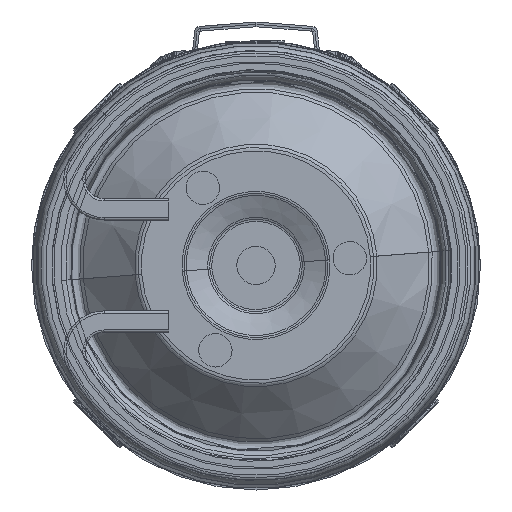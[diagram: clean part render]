
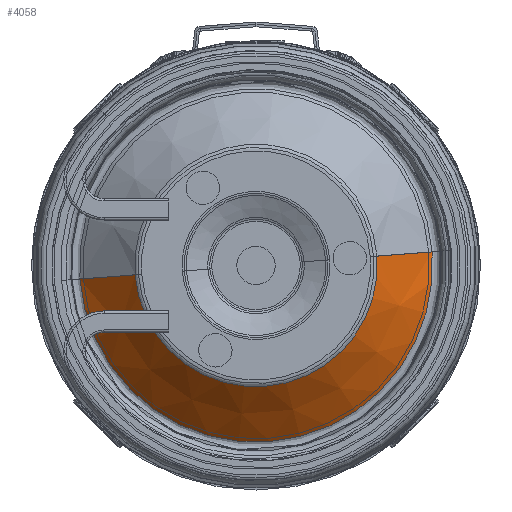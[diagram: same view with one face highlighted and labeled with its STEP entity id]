
A CAD part, front view. The second image highlights one B-rep face of the part: STEP entity #4058.
In plain terms, the highlighted conical face has half-angle 46.546 degrees and reference radius 25.375 mm.
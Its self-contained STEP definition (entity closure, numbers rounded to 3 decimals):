
#372 = ORIENTED_EDGE ( 'NONE', *, *, #39456, .T. ) ;
#1237 = DIRECTION ( 'NONE',  ( 0., 1., 0. ) ) ;
#1263 = EDGE_LOOP ( 'NONE', ( #9730, #11713, #372, #37860 ) ) ;
#1295 = CONICAL_SURFACE ( 'NONE', #24056, 25.376, 0.812 ) ;
#3733 = DIRECTION ( 'NONE',  ( 0., 0.688, -0.726 ) ) ;
#4058 = ADVANCED_FACE ( 'NONE', ( #33480 ), #1295, .T. ) ;
#5153 = CIRCLE ( 'NONE', #15855, 36.962 ) ;
#5845 = LINE ( 'NONE', #34890, #10519 ) ;
#7378 = DIRECTION ( 'NONE',  ( 0., 1., 0. ) ) ;
#8727 = EDGE_CURVE ( 'NONE', #10761, #34275, #33524, .T. ) ;
#9730 = ORIENTED_EDGE ( 'NONE', *, *, #20249, .F. ) ;
#10519 = VECTOR ( 'NONE', #38215, 1000. ) ;
#10761 = VERTEX_POINT ( 'NONE', #19797 ) ;
#11543 = CARTESIAN_POINT ( 'NONE',  ( 0., 0.548, 0. ) ) ;
#11713 = ORIENTED_EDGE ( 'NONE', *, *, #8727, .T. ) ;
#12121 = DIRECTION ( 'NONE',  ( 0., 0., 1. ) ) ;
#13521 = VERTEX_POINT ( 'NONE', #36704 ) ;
#14506 = CARTESIAN_POINT ( 'NONE',  ( 0., 11.526, -36.962 ) ) ;
#15480 = AXIS2_PLACEMENT_3D ( 'NONE', #11543, #7378, #36212 ) ;
#15855 = AXIS2_PLACEMENT_3D ( 'NONE', #20752, #19449, #12121 ) ;
#17003 = DIRECTION ( 'NONE',  ( 0., 0., 1. ) ) ;
#19449 = DIRECTION ( 'NONE',  ( 0., 1., 0. ) ) ;
#19797 = CARTESIAN_POINT ( 'NONE',  ( 0., 0.548, -25.376 ) ) ;
#20249 = EDGE_CURVE ( 'NONE', #10761, #27211, #29045, .T. ) ;
#20752 = CARTESIAN_POINT ( 'NONE',  ( 0., 11.526, 0. ) ) ;
#24056 = AXIS2_PLACEMENT_3D ( 'NONE', #36403, #1237, #17003 ) ;
#26341 = VECTOR ( 'NONE', #3733, 1000. ) ;
#27211 = VERTEX_POINT ( 'NONE', #14506 ) ;
#29045 = LINE ( 'NONE', #34338, #26341 ) ;
#33480 = FACE_OUTER_BOUND ( 'NONE', #1263, .T. ) ;
#33524 = CIRCLE ( 'NONE', #15480, 25.376 ) ;
#34275 = VERTEX_POINT ( 'NONE', #37219 ) ;
#34338 = CARTESIAN_POINT ( 'NONE',  ( 0., 0.548, -25.376 ) ) ;
#34890 = CARTESIAN_POINT ( 'NONE',  ( 0., 0.548, 25.376 ) ) ;
#36212 = DIRECTION ( 'NONE',  ( 0., 0., 1. ) ) ;
#36403 = CARTESIAN_POINT ( 'NONE',  ( 0., 0.548, 0. ) ) ;
#36704 = CARTESIAN_POINT ( 'NONE',  ( 0., 11.526, 36.962 ) ) ;
#37219 = CARTESIAN_POINT ( 'NONE',  ( 0., 0.548, 25.376 ) ) ;
#37860 = ORIENTED_EDGE ( 'NONE', *, *, #39442, .F. ) ;
#38215 = DIRECTION ( 'NONE',  ( 0., 0.688, 0.726 ) ) ;
#39442 = EDGE_CURVE ( 'NONE', #27211, #13521, #5153, .T. ) ;
#39456 = EDGE_CURVE ( 'NONE', #34275, #13521, #5845, .T. ) ;
